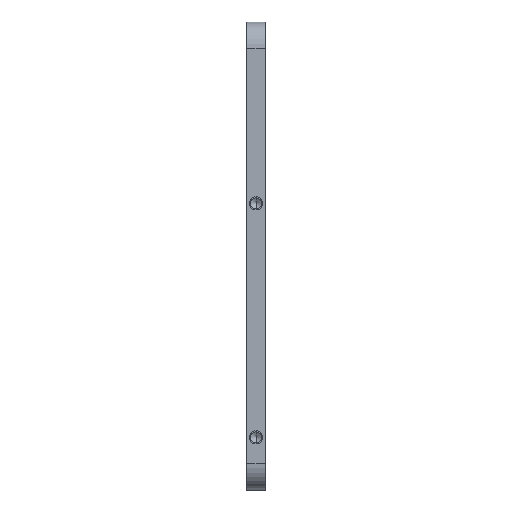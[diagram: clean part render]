
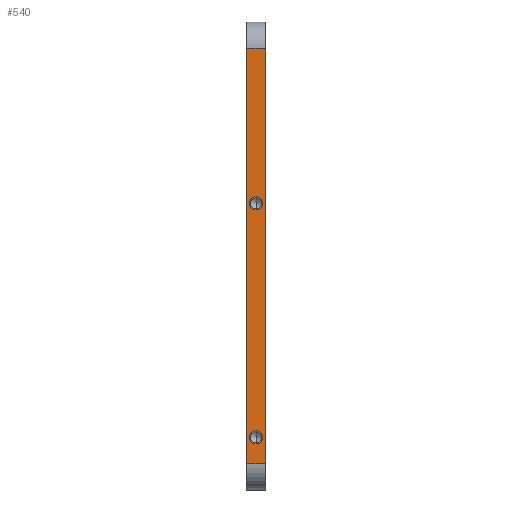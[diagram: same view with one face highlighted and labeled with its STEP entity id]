
A CAD part, front view. The second image highlights one B-rep face of the part: STEP entity #540.
In plain terms, the highlighted planar face has unit normal (0, -1, 0).
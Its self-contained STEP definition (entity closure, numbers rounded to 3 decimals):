
#120 = CARTESIAN_POINT ( 'NONE',  ( -48.48, -300., 108.825 ) ) ;
#123 = ORIENTED_EDGE ( 'NONE', *, *, #1069, .T. ) ;
#133 = CARTESIAN_POINT ( 'NONE',  ( -44.98, -300., 167.651 ) ) ;
#151 = CARTESIAN_POINT ( 'NONE',  ( -48.48, -300., 106.325 ) ) ;
#211 = LINE ( 'NONE', #952, #2794 ) ;
#273 = CIRCLE ( 'NONE', #2372, 2.5 ) ;
#336 = VERTEX_POINT ( 'NONE', #4264 ) ;
#344 = AXIS2_PLACEMENT_3D ( 'NONE', #3491, #3516, #855 ) ;
#390 = CARTESIAN_POINT ( 'NONE',  ( -51.98, -300., 10. ) ) ;
#433 = EDGE_CURVE ( 'NONE', #560, #1146, #2927, .T. ) ;
#521 = DIRECTION ( 'NONE',  ( 0., -1., 0. ) ) ;
#538 = EDGE_CURVE ( 'NONE', #1231, #3192, #2539, .T. ) ;
#540 = ADVANCED_FACE ( 'NONE', ( #2197, #3853, #3893 ), #3834, .F. ) ;
#560 = VERTEX_POINT ( 'NONE', #151 ) ;
#568 = CARTESIAN_POINT ( 'NONE',  ( -48.48, -300., 111.325 ) ) ;
#693 = VECTOR ( 'NONE', #2110, 1000. ) ;
#730 = EDGE_CURVE ( 'NONE', #3830, #336, #1244, .T. ) ;
#768 = AXIS2_PLACEMENT_3D ( 'NONE', #120, #1523, #3807 ) ;
#849 = EDGE_LOOP ( 'NONE', ( #3887, #1664, #123, #1151 ) ) ;
#855 = DIRECTION ( 'NONE',  ( 0., 0., -1. ) ) ;
#952 = CARTESIAN_POINT ( 'NONE',  ( -51.98, -300., 477.732 ) ) ;
#983 = DIRECTION ( 'NONE',  ( -1., 0., 0. ) ) ;
#1069 = EDGE_CURVE ( 'NONE', #336, #1231, #211, .T. ) ;
#1104 = VERTEX_POINT ( 'NONE', #1238 ) ;
#1142 = DIRECTION ( 'NONE',  ( 0., 0., 1. ) ) ;
#1146 = VERTEX_POINT ( 'NONE', #568 ) ;
#1151 = ORIENTED_EDGE ( 'NONE', *, *, #538, .T. ) ;
#1197 = DIRECTION ( 'NONE',  ( 0., 0., -1. ) ) ;
#1231 = VERTEX_POINT ( 'NONE', #390 ) ;
#1238 = CARTESIAN_POINT ( 'NONE',  ( -48.48, -300., 17.5 ) ) ;
#1244 = LINE ( 'NONE', #1942, #4060 ) ;
#1382 = AXIS2_PLACEMENT_3D ( 'NONE', #3101, #3766, #3409 ) ;
#1413 = LINE ( 'NONE', #3761, #693 ) ;
#1442 = CARTESIAN_POINT ( 'NONE',  ( -44.98, -300., 10. ) ) ;
#1481 = DIRECTION ( 'NONE',  ( 0., 0., -1. ) ) ;
#1486 = DIRECTION ( 'NONE',  ( 1., 0., 0. ) ) ;
#1523 = DIRECTION ( 'NONE',  ( 0., -1., 0. ) ) ;
#1586 = EDGE_LOOP ( 'NONE', ( #3352, #2475 ) ) ;
#1664 = ORIENTED_EDGE ( 'NONE', *, *, #730, .T. ) ;
#1725 = CARTESIAN_POINT ( 'NONE',  ( -44.98, -300., 10. ) ) ;
#1791 = CARTESIAN_POINT ( 'NONE',  ( -48.48, -300., 20. ) ) ;
#1819 = DIRECTION ( 'NONE',  ( 0., 1., 0. ) ) ;
#1942 = CARTESIAN_POINT ( 'NONE',  ( -51.98, -300., 167.651 ) ) ;
#2110 = DIRECTION ( 'NONE',  ( 0., 0., -1. ) ) ;
#2122 = EDGE_CURVE ( 'NONE', #3830, #3192, #1413, .T. ) ;
#2163 = AXIS2_PLACEMENT_3D ( 'NONE', #3497, #1819, #1142 ) ;
#2197 = FACE_BOUND ( 'NONE', #1586, .T. ) ;
#2202 = EDGE_CURVE ( 'NONE', #1146, #560, #3986, .T. ) ;
#2236 = CIRCLE ( 'NONE', #344, 2.5 ) ;
#2258 = EDGE_CURVE ( 'NONE', #2881, #1104, #273, .T. ) ;
#2298 = EDGE_CURVE ( 'NONE', #1104, #2881, #2236, .T. ) ;
#2372 = AXIS2_PLACEMENT_3D ( 'NONE', #1791, #521, #1481 ) ;
#2475 = ORIENTED_EDGE ( 'NONE', *, *, #2202, .F. ) ;
#2508 = EDGE_LOOP ( 'NONE', ( #2708, #2568 ) ) ;
#2539 = LINE ( 'NONE', #1442, #2643 ) ;
#2568 = ORIENTED_EDGE ( 'NONE', *, *, #2258, .F. ) ;
#2643 = VECTOR ( 'NONE', #1486, 1000. ) ;
#2675 = CARTESIAN_POINT ( 'NONE',  ( -48.48, -300., 22.5 ) ) ;
#2708 = ORIENTED_EDGE ( 'NONE', *, *, #2298, .F. ) ;
#2794 = VECTOR ( 'NONE', #1197, 1000. ) ;
#2881 = VERTEX_POINT ( 'NONE', #2675 ) ;
#2927 = CIRCLE ( 'NONE', #1382, 2.5 ) ;
#3101 = CARTESIAN_POINT ( 'NONE',  ( -48.48, -300., 108.825 ) ) ;
#3192 = VERTEX_POINT ( 'NONE', #1725 ) ;
#3352 = ORIENTED_EDGE ( 'NONE', *, *, #433, .F. ) ;
#3409 = DIRECTION ( 'NONE',  ( 0., 0., -1. ) ) ;
#3491 = CARTESIAN_POINT ( 'NONE',  ( -48.48, -300., 20. ) ) ;
#3497 = CARTESIAN_POINT ( 'NONE',  ( -44.98, -300., 477.732 ) ) ;
#3516 = DIRECTION ( 'NONE',  ( 0., -1., 0. ) ) ;
#3761 = CARTESIAN_POINT ( 'NONE',  ( -44.98, -300., 477.732 ) ) ;
#3766 = DIRECTION ( 'NONE',  ( 0., -1., 0. ) ) ;
#3807 = DIRECTION ( 'NONE',  ( 0., 0., -1. ) ) ;
#3830 = VERTEX_POINT ( 'NONE', #133 ) ;
#3834 = PLANE ( 'NONE',  #2163 ) ;
#3853 = FACE_BOUND ( 'NONE', #2508, .T. ) ;
#3887 = ORIENTED_EDGE ( 'NONE', *, *, #2122, .F. ) ;
#3893 = FACE_OUTER_BOUND ( 'NONE', #849, .T. ) ;
#3986 = CIRCLE ( 'NONE', #768, 2.5 ) ;
#4060 = VECTOR ( 'NONE', #983, 1000. ) ;
#4264 = CARTESIAN_POINT ( 'NONE',  ( -51.98, -300., 167.651 ) ) ;
